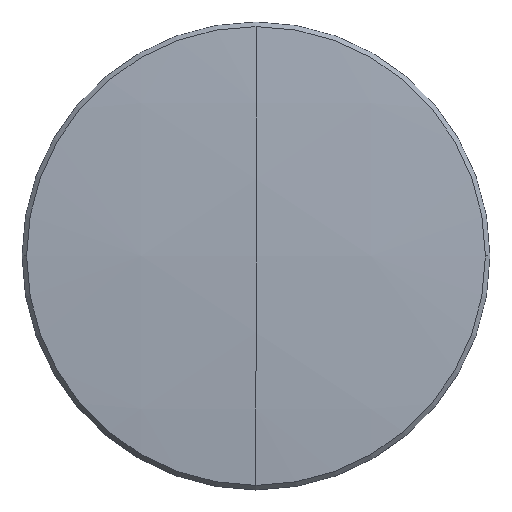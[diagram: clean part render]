
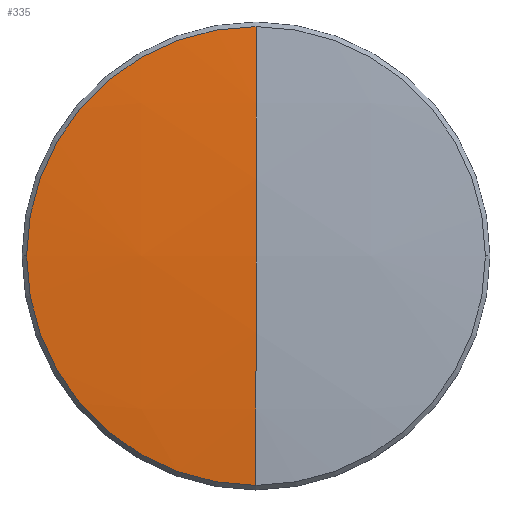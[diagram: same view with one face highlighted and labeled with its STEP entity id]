
A CAD part, top view. The second image highlights one B-rep face of the part: STEP entity #335.
In plain terms, the highlighted spherical face has radius 137.5 mm.
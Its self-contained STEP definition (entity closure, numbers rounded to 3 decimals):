
#1 = CARTESIAN_POINT ( 'NONE',  ( 0., 0., -135.9 ) ) ;
#11 = CARTESIAN_POINT ( 'NONE',  ( 0., 0., -135.9 ) ) ;
#44 = ORIENTED_EDGE ( 'NONE', *, *, #90, .F. ) ;
#45 = DIRECTION ( 'NONE',  ( 0., 0., 1. ) ) ;
#58 = AXIS2_PLACEMENT_3D ( 'NONE', #1, #213, #175 ) ;
#66 = EDGE_LOOP ( 'NONE', ( #313, #304, #72, #44 ) ) ;
#69 = AXIS2_PLACEMENT_3D ( 'NONE', #11, #333, #338 ) ;
#71 = DIRECTION ( 'NONE',  ( 0., 0., 1. ) ) ;
#72 = ORIENTED_EDGE ( 'NONE', *, *, #261, .T. ) ;
#87 = AXIS2_PLACEMENT_3D ( 'NONE', #138, #45, #125 ) ;
#90 = EDGE_CURVE ( 'NONE', #135, #265, #112, .T. ) ;
#94 = CARTESIAN_POINT ( 'NONE',  ( -12.451, 0., 1.035 ) ) ;
#96 = CIRCLE ( 'NONE', #87, 12.451 ) ;
#103 = EDGE_CURVE ( 'NONE', #135, #219, #96, .T. ) ;
#112 = CIRCLE ( 'NONE', #58, 137.5 ) ;
#125 = DIRECTION ( 'NONE',  ( -1., 0., 0. ) ) ;
#135 = VERTEX_POINT ( 'NONE', #266 ) ;
#138 = CARTESIAN_POINT ( 'NONE',  ( 0., 0., 1.035 ) ) ;
#148 = CARTESIAN_POINT ( 'NONE',  ( 0., 0., 1.035 ) ) ;
#160 = CARTESIAN_POINT ( 'NONE',  ( 0., -12.451, 1.035 ) ) ;
#175 = DIRECTION ( 'NONE',  ( 0., 0., -1. ) ) ;
#178 = EDGE_CURVE ( 'NONE', #219, #310, #315, .T. ) ;
#183 = CARTESIAN_POINT ( 'NONE',  ( 0., 0., 1.6 ) ) ;
#196 = CARTESIAN_POINT ( 'NONE',  ( 0., 0., -135.9 ) ) ;
#213 = DIRECTION ( 'NONE',  ( 1., 0., 0. ) ) ;
#217 = SPHERICAL_SURFACE ( 'NONE', #69, 137.5 ) ;
#219 = VERTEX_POINT ( 'NONE', #94 ) ;
#233 = FACE_OUTER_BOUND ( 'NONE', #66, .T. ) ;
#240 = DIRECTION ( 'NONE',  ( -1., 0., 0. ) ) ;
#244 = AXIS2_PLACEMENT_3D ( 'NONE', #148, #71, #240 ) ;
#246 = DIRECTION ( 'NONE',  ( 0., -1., 0. ) ) ;
#258 = AXIS2_PLACEMENT_3D ( 'NONE', #196, #337, #246 ) ;
#261 = EDGE_CURVE ( 'NONE', #310, #265, #321, .T. ) ;
#265 = VERTEX_POINT ( 'NONE', #183 ) ;
#266 = CARTESIAN_POINT ( 'NONE',  ( 0., 12.451, 1.035 ) ) ;
#304 = ORIENTED_EDGE ( 'NONE', *, *, #178, .T. ) ;
#310 = VERTEX_POINT ( 'NONE', #160 ) ;
#313 = ORIENTED_EDGE ( 'NONE', *, *, #103, .T. ) ;
#315 = CIRCLE ( 'NONE', #244, 12.451 ) ;
#321 = CIRCLE ( 'NONE', #258, 137.5 ) ;
#333 = DIRECTION ( 'NONE',  ( -1., 0., 0. ) ) ;
#335 = ADVANCED_FACE ( 'NONE', ( #233 ), #217, .T. ) ;
#337 = DIRECTION ( 'NONE',  ( -1., 0., 0. ) ) ;
#338 = DIRECTION ( 'NONE',  ( 0., 1., 0. ) ) ;
